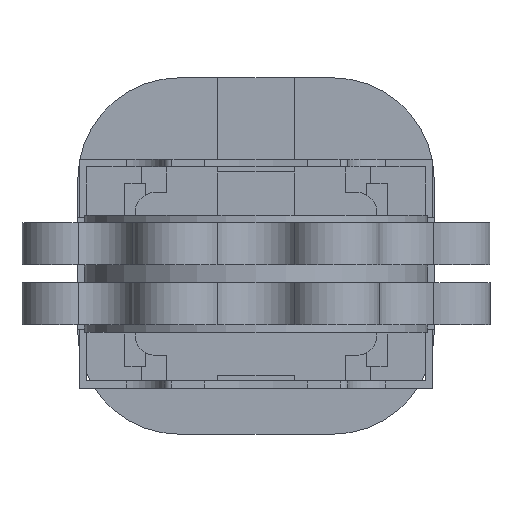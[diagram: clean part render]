
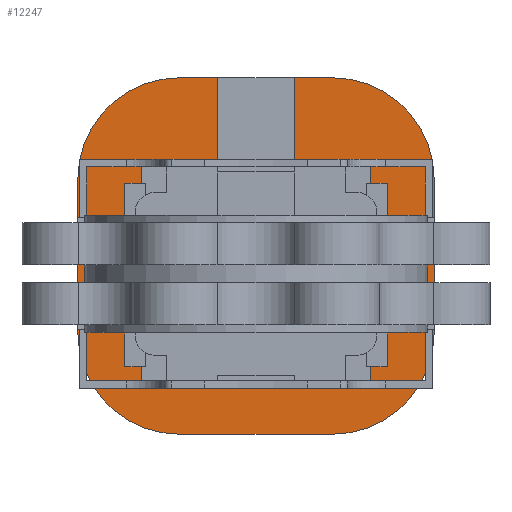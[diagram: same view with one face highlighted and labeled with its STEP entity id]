
A CAD part, front view. The second image highlights one B-rep face of the part: STEP entity #12247.
In plain terms, the highlighted planar face has unit normal (0, -1, 0).
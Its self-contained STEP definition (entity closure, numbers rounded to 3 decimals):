
#642 = VECTOR ( 'NONE', #33560, 1000. ) ;
#1179 = CARTESIAN_POINT ( 'NONE',  ( -30., 309., -26.5 ) ) ;
#1243 = VECTOR ( 'NONE', #24916, 1000. ) ;
#1389 = LINE ( 'NONE', #21856, #36688 ) ;
#1768 = VECTOR ( 'NONE', #6449, 1000. ) ;
#2103 = EDGE_CURVE ( 'NONE', #12161, #12530, #23605, .T. ) ;
#3059 = DIRECTION ( 'NONE',  ( 0., 0., 1. ) ) ;
#3372 = CARTESIAN_POINT ( 'NONE',  ( 45., 309., -45.5 ) ) ;
#3858 = CARTESIAN_POINT ( 'NONE',  ( -30., 309., 33.5 ) ) ;
#4026 = AXIS2_PLACEMENT_3D ( 'NONE', #18646, #8472, #11885 ) ;
#4346 = CARTESIAN_POINT ( 'NONE',  ( -45., 309., 38.5 ) ) ;
#4762 = VECTOR ( 'NONE', #22935, 1000. ) ;
#5091 = DIRECTION ( 'NONE',  ( 1., 0., 0. ) ) ;
#5442 = DIRECTION ( 'NONE',  ( -1., 0., 0. ) ) ;
#5815 = VERTEX_POINT ( 'NONE', #23174 ) ;
#5951 = EDGE_CURVE ( 'NONE', #32913, #10649, #25197, .T. ) ;
#6064 = VERTEX_POINT ( 'NONE', #4346 ) ;
#6065 = ORIENTED_EDGE ( 'NONE', *, *, #23476, .F. ) ;
#6199 = CARTESIAN_POINT ( 'NONE',  ( 70., 309., 33.5 ) ) ;
#6449 = DIRECTION ( 'NONE',  ( 1., 0., 0. ) ) ;
#7570 = EDGE_CURVE ( 'NONE', #39786, #12161, #39584, .T. ) ;
#8044 = DIRECTION ( 'NONE',  ( 0., 0., 1. ) ) ;
#8234 = CARTESIAN_POINT ( 'NONE',  ( 45., 309., 38.5 ) ) ;
#8472 = DIRECTION ( 'NONE',  ( 0., 1., 0. ) ) ;
#9032 = VERTEX_POINT ( 'NONE', #16693 ) ;
#9424 = VECTOR ( 'NONE', #26217, 1000. ) ;
#9691 = LINE ( 'NONE', #33409, #642 ) ;
#10166 = CARTESIAN_POINT ( 'NONE',  ( 15., 309., 73.5 ) ) ;
#10431 = ORIENTED_EDGE ( 'NONE', *, *, #20370, .T. ) ;
#10649 = VERTEX_POINT ( 'NONE', #8234 ) ;
#10763 = DIRECTION ( 'NONE',  ( 1., 0., 0. ) ) ;
#11509 = ORIENTED_EDGE ( 'NONE', *, *, #33554, .F. ) ;
#11626 = CARTESIAN_POINT ( 'NONE',  ( -15., 309., 38.5 ) ) ;
#11885 = DIRECTION ( 'NONE',  ( 0., 0., 1. ) ) ;
#11891 = LINE ( 'NONE', #21502, #1243 ) ;
#12068 = EDGE_CURVE ( 'NONE', #5815, #26538, #29565, .T. ) ;
#12161 = VERTEX_POINT ( 'NONE', #15185 ) ;
#12190 = PLANE ( 'NONE',  #4026 ) ;
#12208 = ORIENTED_EDGE ( 'NONE', *, *, #12560, .T. ) ;
#12247 = ADVANCED_FACE ( 'NONE', ( #19946 ), #12190, .F. ) ;
#12268 = AXIS2_PLACEMENT_3D ( 'NONE', #40238, #43507, #33369 ) ;
#12530 = VERTEX_POINT ( 'NONE', #11626 ) ;
#12560 = EDGE_CURVE ( 'NONE', #6064, #12530, #11891, .T. ) ;
#12643 = LINE ( 'NONE', #25774, #9424 ) ;
#14089 = CARTESIAN_POINT ( 'NONE',  ( -45., 309., 38.5 ) ) ;
#14550 = VECTOR ( 'NONE', #23942, 1000. ) ;
#15185 = CARTESIAN_POINT ( 'NONE',  ( -15., 309., 73.5 ) ) ;
#15223 = LINE ( 'NONE', #23204, #29674 ) ;
#15328 = AXIS2_PLACEMENT_3D ( 'NONE', #3858, #17628, #31535 ) ;
#16087 = CARTESIAN_POINT ( 'NONE',  ( 45., 309., -45.5 ) ) ;
#16693 = CARTESIAN_POINT ( 'NONE',  ( -45., 309., -45.5 ) ) ;
#16886 = CARTESIAN_POINT ( 'NONE',  ( 70., 309., -26.5 ) ) ;
#16960 = EDGE_CURVE ( 'NONE', #41810, #10649, #35782, .T. ) ;
#17499 = CARTESIAN_POINT ( 'NONE',  ( 30., 309., 73.5 ) ) ;
#17548 = LINE ( 'NONE', #28650, #35742 ) ;
#17628 = DIRECTION ( 'NONE',  ( 0., 1., 0. ) ) ;
#17666 = ORIENTED_EDGE ( 'NONE', *, *, #17775, .T. ) ;
#17775 = EDGE_CURVE ( 'NONE', #36655, #32913, #17548, .T. ) ;
#18646 = CARTESIAN_POINT ( 'NONE',  ( 30., 309., 33.5 ) ) ;
#19151 = ORIENTED_EDGE ( 'NONE', *, *, #33349, .F. ) ;
#19560 = ORIENTED_EDGE ( 'NONE', *, *, #16960, .F. ) ;
#19755 = ORIENTED_EDGE ( 'NONE', *, *, #7570, .F. ) ;
#19825 = EDGE_LOOP ( 'NONE', ( #38908, #19755, #28463, #11509, #23180, #34864, #40073, #28550, #19151, #22710, #17666, #20961, #19560, #6065, #10431, #12208 ) ) ;
#19946 = FACE_OUTER_BOUND ( 'NONE', #19825, .T. ) ;
#20131 = VERTEX_POINT ( 'NONE', #34655 ) ;
#20370 = EDGE_CURVE ( 'NONE', #9032, #6064, #15223, .T. ) ;
#20961 = ORIENTED_EDGE ( 'NONE', *, *, #5951, .T. ) ;
#21071 = VERTEX_POINT ( 'NONE', #17499 ) ;
#21502 = CARTESIAN_POINT ( 'NONE',  ( -45., 309., 38.5 ) ) ;
#21755 = EDGE_CURVE ( 'NONE', #32845, #20131, #38664, .T. ) ;
#21856 = CARTESIAN_POINT ( 'NONE',  ( -30., 309., 73.5 ) ) ;
#22710 = ORIENTED_EDGE ( 'NONE', *, *, #29648, .F. ) ;
#22935 = DIRECTION ( 'NONE',  ( 0., 0., 1. ) ) ;
#23174 = CARTESIAN_POINT ( 'NONE',  ( -30., 309., -66.5 ) ) ;
#23180 = ORIENTED_EDGE ( 'NONE', *, *, #12068, .F. ) ;
#23204 = CARTESIAN_POINT ( 'NONE',  ( -45., 309., -45.5 ) ) ;
#23476 = EDGE_CURVE ( 'NONE', #9032, #41810, #25784, .T. ) ;
#23589 = CARTESIAN_POINT ( 'NONE',  ( -70., 309., -26.5 ) ) ;
#23605 = LINE ( 'NONE', #27082, #14550 ) ;
#23613 = CARTESIAN_POINT ( 'NONE',  ( -45., 309., -45.5 ) ) ;
#23942 = DIRECTION ( 'NONE',  ( 0., 0., -1. ) ) ;
#24204 = DIRECTION ( 'NONE',  ( 1., 0., 0. ) ) ;
#24916 = DIRECTION ( 'NONE',  ( 1., 0., 0. ) ) ;
#25118 = VECTOR ( 'NONE', #10763, 1000. ) ;
#25197 = LINE ( 'NONE', #14089, #34307 ) ;
#25774 = CARTESIAN_POINT ( 'NONE',  ( 70., 309., 33.5 ) ) ;
#25784 = LINE ( 'NONE', #23613, #1768 ) ;
#26217 = DIRECTION ( 'NONE',  ( 0., 0., -1. ) ) ;
#26538 = VERTEX_POINT ( 'NONE', #23589 ) ;
#27082 = CARTESIAN_POINT ( 'NONE',  ( -15., 309., 73.5 ) ) ;
#27333 = CARTESIAN_POINT ( 'NONE',  ( -30., 309., 73.5 ) ) ;
#27826 = AXIS2_PLACEMENT_3D ( 'NONE', #38847, #28793, #31656 ) ;
#28352 = DIRECTION ( 'NONE',  ( 0., 1., 0. ) ) ;
#28390 = AXIS2_PLACEMENT_3D ( 'NONE', #1179, #28352, #8044 ) ;
#28463 = ORIENTED_EDGE ( 'NONE', *, *, #38012, .F. ) ;
#28550 = ORIENTED_EDGE ( 'NONE', *, *, #43026, .F. ) ;
#28650 = CARTESIAN_POINT ( 'NONE',  ( 15., 309., 73.5 ) ) ;
#28793 = DIRECTION ( 'NONE',  ( 0., 1., 0. ) ) ;
#29130 = EDGE_CURVE ( 'NONE', #20131, #5815, #30828, .T. ) ;
#29565 = CIRCLE ( 'NONE', #28390, 40. ) ;
#29648 = EDGE_CURVE ( 'NONE', #36655, #21071, #1389, .T. ) ;
#29674 = VECTOR ( 'NONE', #3059, 1000. ) ;
#29745 = CIRCLE ( 'NONE', #15328, 40. ) ;
#30150 = VERTEX_POINT ( 'NONE', #6199 ) ;
#30828 = LINE ( 'NONE', #35676, #39385 ) ;
#31535 = DIRECTION ( 'NONE',  ( 0., 0., 1. ) ) ;
#31656 = DIRECTION ( 'NONE',  ( 0., 0., 1. ) ) ;
#32112 = DIRECTION ( 'NONE',  ( 0., 0., -1. ) ) ;
#32845 = VERTEX_POINT ( 'NONE', #16886 ) ;
#32913 = VERTEX_POINT ( 'NONE', #37678 ) ;
#33349 = EDGE_CURVE ( 'NONE', #21071, #30150, #43957, .T. ) ;
#33369 = DIRECTION ( 'NONE',  ( 0., 0., 1. ) ) ;
#33409 = CARTESIAN_POINT ( 'NONE',  ( -70., 309., -26.5 ) ) ;
#33554 = EDGE_CURVE ( 'NONE', #26538, #38577, #9691, .T. ) ;
#33560 = DIRECTION ( 'NONE',  ( 0., 0., 1. ) ) ;
#34307 = VECTOR ( 'NONE', #24204, 1000. ) ;
#34655 = CARTESIAN_POINT ( 'NONE',  ( 30., 309., -66.5 ) ) ;
#34864 = ORIENTED_EDGE ( 'NONE', *, *, #29130, .F. ) ;
#35001 = CARTESIAN_POINT ( 'NONE',  ( -30., 309., 73.5 ) ) ;
#35676 = CARTESIAN_POINT ( 'NONE',  ( 30., 309., -66.5 ) ) ;
#35742 = VECTOR ( 'NONE', #32112, 1000. ) ;
#35782 = LINE ( 'NONE', #16087, #4762 ) ;
#36655 = VERTEX_POINT ( 'NONE', #10166 ) ;
#36688 = VECTOR ( 'NONE', #5091, 1000. ) ;
#37678 = CARTESIAN_POINT ( 'NONE',  ( 15., 309., 38.5 ) ) ;
#38012 = EDGE_CURVE ( 'NONE', #38577, #39786, #29745, .T. ) ;
#38577 = VERTEX_POINT ( 'NONE', #41658 ) ;
#38664 = CIRCLE ( 'NONE', #12268, 40. ) ;
#38847 = CARTESIAN_POINT ( 'NONE',  ( 30., 309., 33.5 ) ) ;
#38908 = ORIENTED_EDGE ( 'NONE', *, *, #2103, .F. ) ;
#39385 = VECTOR ( 'NONE', #5442, 1000. ) ;
#39584 = LINE ( 'NONE', #35001, #25118 ) ;
#39786 = VERTEX_POINT ( 'NONE', #27333 ) ;
#40073 = ORIENTED_EDGE ( 'NONE', *, *, #21755, .F. ) ;
#40238 = CARTESIAN_POINT ( 'NONE',  ( 30., 309., -26.5 ) ) ;
#41658 = CARTESIAN_POINT ( 'NONE',  ( -70., 309., 33.5 ) ) ;
#41810 = VERTEX_POINT ( 'NONE', #3372 ) ;
#43026 = EDGE_CURVE ( 'NONE', #30150, #32845, #12643, .T. ) ;
#43507 = DIRECTION ( 'NONE',  ( 0., 1., 0. ) ) ;
#43957 = CIRCLE ( 'NONE', #27826, 40. ) ;
